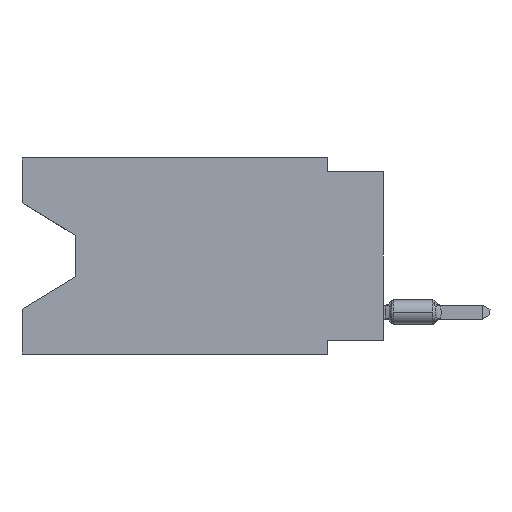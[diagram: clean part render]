
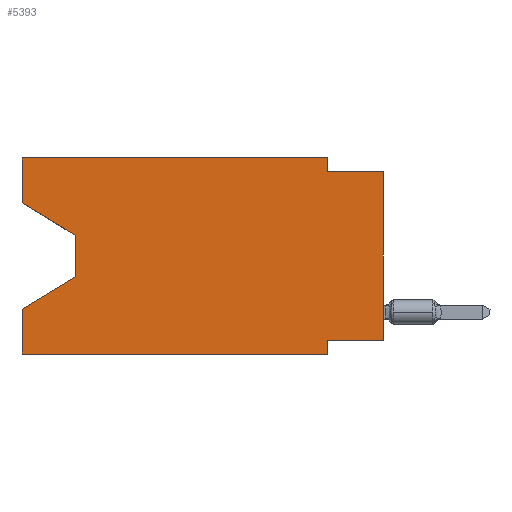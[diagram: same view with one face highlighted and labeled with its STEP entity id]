
A CAD part, left-side view. The second image highlights one B-rep face of the part: STEP entity #5393.
In plain terms, the highlighted planar face has unit normal (-1, 0, 0).
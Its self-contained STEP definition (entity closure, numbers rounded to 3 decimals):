
#15 = DIRECTION ( 'NONE',  ( 0., 0., -1. ) ) ;
#118 = EDGE_CURVE ( 'NONE', #2413, #6138, #8696, .T. ) ;
#414 = CARTESIAN_POINT ( 'NONE',  ( 0., 0., -8.255 ) ) ;
#515 = DIRECTION ( 'NONE',  ( 0., 0., 1. ) ) ;
#642 = CARTESIAN_POINT ( 'NONE',  ( 0., 16.383, 0. ) ) ;
#696 = DIRECTION ( 'NONE',  ( 0., -0.855, -0.519 ) ) ;
#1154 = LINE ( 'NONE', #8215, #12010 ) ;
#1216 = ORIENTED_EDGE ( 'NONE', *, *, #11744, .T. ) ;
#1519 = EDGE_CURVE ( 'NONE', #8484, #11671, #5511, .T. ) ;
#1595 = VECTOR ( 'NONE', #12247, 1000. ) ;
#1725 = EDGE_CURVE ( 'NONE', #12508, #6138, #1154, .T. ) ;
#1810 = CARTESIAN_POINT ( 'NONE',  ( 0., 2.54, 0. ) ) ;
#1982 = CARTESIAN_POINT ( 'NONE',  ( 0., 16.383, -2.038 ) ) ;
#2048 = LINE ( 'NONE', #7659, #12810 ) ;
#2076 = VERTEX_POINT ( 'NONE', #4702 ) ;
#2161 = CARTESIAN_POINT ( 'NONE',  ( 0., 16.383, 0. ) ) ;
#2191 = CARTESIAN_POINT ( 'NONE',  ( 0., 0., -8.255 ) ) ;
#2413 = VERTEX_POINT ( 'NONE', #4316 ) ;
#2433 = CARTESIAN_POINT ( 'NONE',  ( 0., 2.54, 0. ) ) ;
#2520 = LINE ( 'NONE', #7138, #7235 ) ;
#2643 = VERTEX_POINT ( 'NONE', #11808 ) ;
#2711 = ORIENTED_EDGE ( 'NONE', *, *, #13426, .T. ) ;
#2781 = EDGE_CURVE ( 'NONE', #14356, #13567, #8235, .T. ) ;
#2971 = ORIENTED_EDGE ( 'NONE', *, *, #118, .F. ) ;
#3104 = VECTOR ( 'NONE', #5561, 1000. ) ;
#3867 = LINE ( 'NONE', #10834, #5046 ) ;
#4143 = PLANE ( 'NONE',  #4529 ) ;
#4316 = CARTESIAN_POINT ( 'NONE',  ( 0., 16.383, -8.89 ) ) ;
#4358 = VECTOR ( 'NONE', #13076, 1000. ) ;
#4529 = AXIS2_PLACEMENT_3D ( 'NONE', #8756, #5656, #12796 ) ;
#4702 = CARTESIAN_POINT ( 'NONE',  ( 0., 16.383, -2.038 ) ) ;
#5046 = VECTOR ( 'NONE', #515, 1000. ) ;
#5195 = ORIENTED_EDGE ( 'NONE', *, *, #6274, .F. ) ;
#5196 = CARTESIAN_POINT ( 'NONE',  ( 0., 16.383, 0. ) ) ;
#5391 = CARTESIAN_POINT ( 'NONE',  ( 0., 2.54, -0.635 ) ) ;
#5393 = ADVANCED_FACE ( 'NONE', ( #9902 ), #4143, .F. ) ;
#5437 = ORIENTED_EDGE ( 'NONE', *, *, #1725, .T. ) ;
#5471 = LINE ( 'NONE', #7583, #3104 ) ;
#5511 = LINE ( 'NONE', #5739, #6022 ) ;
#5561 = DIRECTION ( 'NONE',  ( 0., 0., -1. ) ) ;
#5609 = VERTEX_POINT ( 'NONE', #2191 ) ;
#5656 = DIRECTION ( 'NONE',  ( 1., 0., 0. ) ) ;
#5739 = CARTESIAN_POINT ( 'NONE',  ( 0., 0., -0.635 ) ) ;
#5956 = CARTESIAN_POINT ( 'NONE',  ( 0., 16.383, -6.852 ) ) ;
#6022 = VECTOR ( 'NONE', #10367, 1000. ) ;
#6138 = VERTEX_POINT ( 'NONE', #5956 ) ;
#6274 = EDGE_CURVE ( 'NONE', #2076, #14356, #14324, .T. ) ;
#6342 = ORIENTED_EDGE ( 'NONE', *, *, #14354, .F. ) ;
#6352 = EDGE_CURVE ( 'NONE', #5609, #2643, #7605, .T. ) ;
#6670 = DIRECTION ( 'NONE',  ( 0., -1., 0. ) ) ;
#6743 = VERTEX_POINT ( 'NONE', #8518 ) ;
#6914 = VECTOR ( 'NONE', #10806, 1000. ) ;
#7051 = ORIENTED_EDGE ( 'NONE', *, *, #13391, .T. ) ;
#7138 = CARTESIAN_POINT ( 'NONE',  ( 0., 2.54, -8.89 ) ) ;
#7147 = CARTESIAN_POINT ( 'NONE',  ( 0., 13.97, -5.385 ) ) ;
#7235 = VECTOR ( 'NONE', #15, 1000. ) ;
#7319 = ORIENTED_EDGE ( 'NONE', *, *, #2781, .F. ) ;
#7583 = CARTESIAN_POINT ( 'NONE',  ( 0., 13.97, -3.505 ) ) ;
#7605 = LINE ( 'NONE', #414, #1595 ) ;
#7659 = CARTESIAN_POINT ( 'NONE',  ( 0., 16.383, -8.89 ) ) ;
#7902 = DIRECTION ( 'NONE',  ( 0., 0.855, -0.519 ) ) ;
#8215 = CARTESIAN_POINT ( 'NONE',  ( 0., 13.97, -5.385 ) ) ;
#8235 = LINE ( 'NONE', #2161, #14008 ) ;
#8383 = EDGE_CURVE ( 'NONE', #13567, #8484, #12151, .T. ) ;
#8484 = VERTEX_POINT ( 'NONE', #5391 ) ;
#8518 = CARTESIAN_POINT ( 'NONE',  ( 0., 13.97, -3.505 ) ) ;
#8608 = DIRECTION ( 'NONE',  ( 0., 0., 1. ) ) ;
#8696 = LINE ( 'NONE', #642, #13650 ) ;
#8755 = ORIENTED_EDGE ( 'NONE', *, *, #9926, .T. ) ;
#8756 = CARTESIAN_POINT ( 'NONE',  ( 0., 16.383, 0. ) ) ;
#9135 = DIRECTION ( 'NONE',  ( 0., -1., 0. ) ) ;
#9634 = EDGE_LOOP ( 'NONE', ( #8755, #2711, #5437, #2971, #7051, #6342, #12894, #1216, #10715, #14121, #7319, #5195 ) ) ;
#9902 = FACE_OUTER_BOUND ( 'NONE', #9634, .T. ) ;
#9926 = EDGE_CURVE ( 'NONE', #2076, #6743, #14835, .T. ) ;
#10367 = DIRECTION ( 'NONE',  ( 0., -1., 0. ) ) ;
#10577 = VECTOR ( 'NONE', #696, 1000. ) ;
#10715 = ORIENTED_EDGE ( 'NONE', *, *, #1519, .F. ) ;
#10806 = DIRECTION ( 'NONE',  ( 0., 0., 1. ) ) ;
#10834 = CARTESIAN_POINT ( 'NONE',  ( 0., 0., 0. ) ) ;
#11671 = VERTEX_POINT ( 'NONE', #13894 ) ;
#11744 = EDGE_CURVE ( 'NONE', #5609, #11671, #3867, .T. ) ;
#11808 = CARTESIAN_POINT ( 'NONE',  ( 0., 2.54, -8.255 ) ) ;
#12010 = VECTOR ( 'NONE', #7902, 1000. ) ;
#12151 = LINE ( 'NONE', #1810, #4358 ) ;
#12247 = DIRECTION ( 'NONE',  ( 0., 1., 0. ) ) ;
#12508 = VERTEX_POINT ( 'NONE', #7147 ) ;
#12701 = CARTESIAN_POINT ( 'NONE',  ( 0., 16.383, 0. ) ) ;
#12796 = DIRECTION ( 'NONE',  ( 0., 0., -1. ) ) ;
#12810 = VECTOR ( 'NONE', #6670, 1000. ) ;
#12894 = ORIENTED_EDGE ( 'NONE', *, *, #6352, .F. ) ;
#12953 = VERTEX_POINT ( 'NONE', #13272 ) ;
#13076 = DIRECTION ( 'NONE',  ( 0., 0., -1. ) ) ;
#13272 = CARTESIAN_POINT ( 'NONE',  ( 0., 2.54, -8.89 ) ) ;
#13391 = EDGE_CURVE ( 'NONE', #2413, #12953, #2048, .T. ) ;
#13426 = EDGE_CURVE ( 'NONE', #6743, #12508, #5471, .T. ) ;
#13567 = VERTEX_POINT ( 'NONE', #2433 ) ;
#13650 = VECTOR ( 'NONE', #8608, 1000. ) ;
#13894 = CARTESIAN_POINT ( 'NONE',  ( 0., 0., -0.635 ) ) ;
#14008 = VECTOR ( 'NONE', #9135, 1000. ) ;
#14121 = ORIENTED_EDGE ( 'NONE', *, *, #8383, .F. ) ;
#14324 = LINE ( 'NONE', #5196, #6914 ) ;
#14354 = EDGE_CURVE ( 'NONE', #2643, #12953, #2520, .T. ) ;
#14356 = VERTEX_POINT ( 'NONE', #12701 ) ;
#14835 = LINE ( 'NONE', #1982, #10577 ) ;
